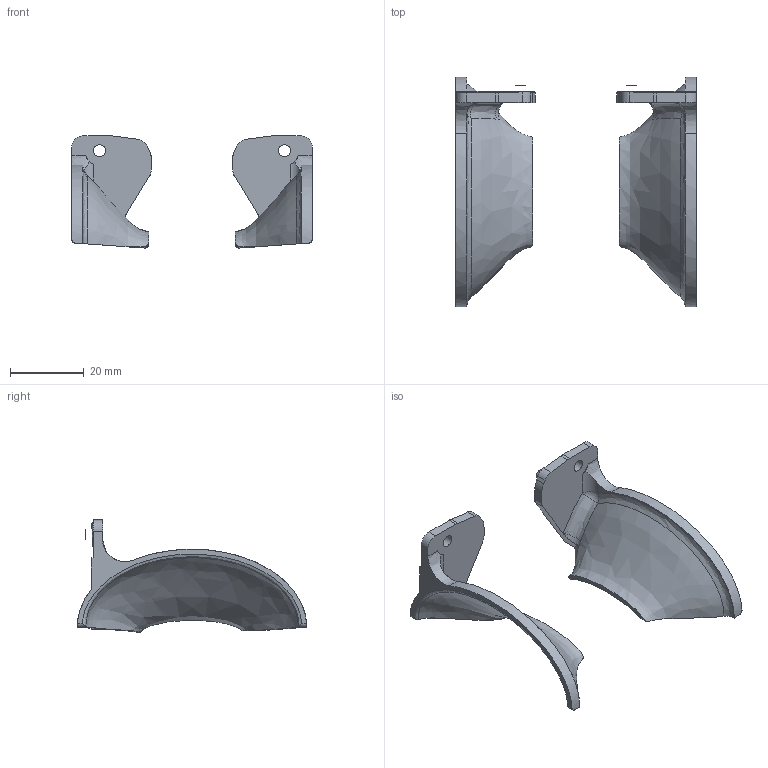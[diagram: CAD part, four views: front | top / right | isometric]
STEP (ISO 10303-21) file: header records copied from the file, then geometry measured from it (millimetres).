
FILE_DESCRIPTION(/* description */ (''),/* implementation_level */ '2;1');
FILE_NAME(/* name */ 'hotend air collector.step',/* time_stamp */ '2023-10-26T10:50:19+08:00',/* author */ (''),/* organization */ (''),/* preprocessor_version */ 'ST-DEVELOPER v20',/* originating_system */ 'Autodesk Translation Framework v12.14.0.127',/* authorisation */ '');
FILE_SCHEMA (('AUTOMOTIVE_DESIGN { 1 0 10303 214 3 1 1 }'));
Length unit declared in the file: millimetre
Products named in the file (1): air collector
Bounding box: 65 x 62 x 30.32 mm (x, y, z)
Volume: 7016.3 mm3; surface area: 8568.6 mm2
Topology: 2 solids, 2 shells, 88 faces, 244 edges, 160 vertices
Faces by surface type: plane 34, bspline 26, cylinder 24, sphere 2, cone 2
Full cylindrical faces by diameter (mm): 3.2 x2
Entity records: 4586 total; most frequent: CARTESIAN_POINT 2557, ORIENTED_EDGE 488, DIRECTION 302, EDGE_CURVE 244, VERTEX_POINT 160, B_SPLINE_CURVE_WITH_KNOTS 108, AXIS2_PLACEMENT_3D 107, EDGE_LOOP 92
